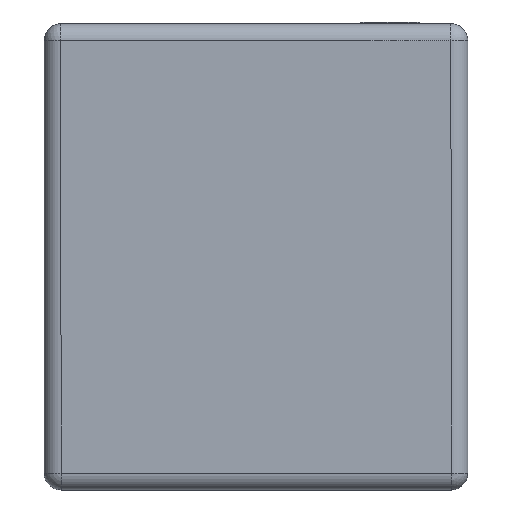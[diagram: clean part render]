
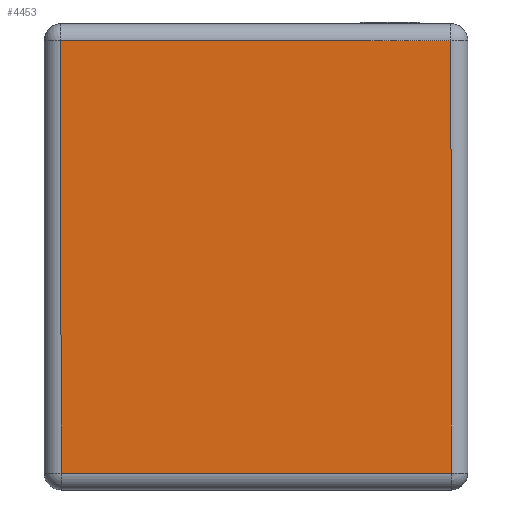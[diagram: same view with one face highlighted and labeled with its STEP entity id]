
A CAD part, left-side view. The second image highlights one B-rep face of the part: STEP entity #4453.
In plain terms, the highlighted face is planar.
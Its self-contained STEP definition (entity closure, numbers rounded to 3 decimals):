
#438=PLANE('',#4810);
#543=FACE_OUTER_BOUND('',#785,.T.);
#785=EDGE_LOOP('',(#3111,#3112,#3113,#3114));
#1026=LINE('',#5885,#1426);
#1029=LINE('',#5907,#1429);
#1034=LINE('',#5917,#1434);
#1036=LINE('',#5920,#1436);
#1426=VECTOR('',#5055,10.);
#1429=VECTOR('',#5080,10.);
#1434=VECTOR('',#5091,10.);
#1436=VECTOR('',#5095,10.);
#1871=VERTEX_POINT('',#5873);
#1874=VERTEX_POINT('',#5880);
#1876=VERTEX_POINT('',#5888);
#1880=VERTEX_POINT('',#5900);
#2344=EDGE_CURVE('',#1871,#1874,#1026,.T.);
#2354=EDGE_CURVE('',#1880,#1876,#1029,.T.);
#2360=EDGE_CURVE('',#1874,#1880,#1034,.T.);
#2362=EDGE_CURVE('',#1876,#1871,#1036,.T.);
#3111=ORIENTED_EDGE('',*,*,#2354,.F.);
#3112=ORIENTED_EDGE('',*,*,#2360,.F.);
#3113=ORIENTED_EDGE('',*,*,#2344,.F.);
#3114=ORIENTED_EDGE('',*,*,#2362,.F.);
#4453=ADVANCED_FACE('',(#543),#438,.T.);
#4810=AXIS2_PLACEMENT_3D('',#5937,#5114,#5115);
#5055=DIRECTION('',(0.,0.,1.));
#5080=DIRECTION('',(0.,0.,-1.));
#5091=DIRECTION('',(0.,1.,0.));
#5095=DIRECTION('',(0.,-1.,0.));
#5114=DIRECTION('center_axis',(1.,0.,0.));
#5115=DIRECTION('ref_axis',(0.,1.,0.));
#5873=CARTESIAN_POINT('',(0.3,0.412,0.02));
#5880=CARTESIAN_POINT('',(0.3,0.412,0.53));
#5885=CARTESIAN_POINT('',(0.3,0.412,0.));
#5888=CARTESIAN_POINT('',(0.3,0.872,0.02));
#5900=CARTESIAN_POINT('',(0.3,0.872,0.53));
#5907=CARTESIAN_POINT('',(0.3,0.872,0.));
#5917=CARTESIAN_POINT('',(0.3,0.517,0.53));
#5920=CARTESIAN_POINT('',(0.3,0.517,0.02));
#5937=CARTESIAN_POINT('Origin',(0.3,0.392,0.));
